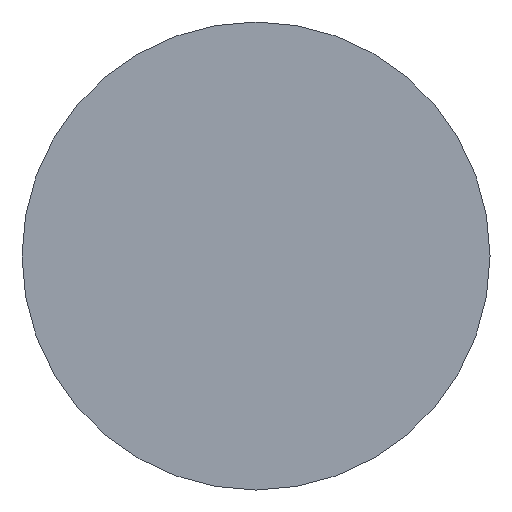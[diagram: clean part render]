
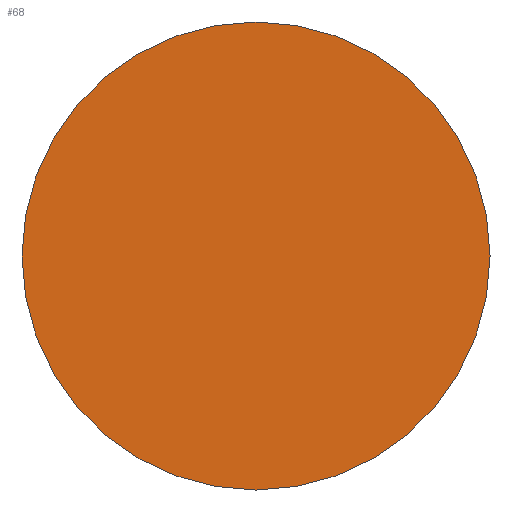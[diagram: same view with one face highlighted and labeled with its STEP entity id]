
A CAD part, left-side view. The second image highlights one B-rep face of the part: STEP entity #68.
In plain terms, the highlighted planar face has unit normal (-1, 0, 0).
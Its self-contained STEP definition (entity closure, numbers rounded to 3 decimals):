
#20=PLANE('',#97);
#25=FACE_OUTER_BOUND('',#30,.T.);
#30=EDGE_LOOP('',(#60));
#40=CIRCLE('',#96,10.);
#44=VERTEX_POINT('',#132);
#50=EDGE_CURVE('',#44,#44,#40,.T.);
#60=ORIENTED_EDGE('',*,*,#50,.T.);
#68=ADVANCED_FACE('',(#25),#20,.F.);
#96=AXIS2_PLACEMENT_3D('',#134,#115,#116);
#97=AXIS2_PLACEMENT_3D('',#135,#117,#118);
#115=DIRECTION('center_axis',(-1.,0.,0.));
#116=DIRECTION('ref_axis',(0.,-1.,0.));
#117=DIRECTION('center_axis',(1.,0.,0.));
#118=DIRECTION('ref_axis',(0.,0.,-1.));
#132=CARTESIAN_POINT('',(0.,10.,0.));
#134=CARTESIAN_POINT('Origin',(0.,0.,0.));
#135=CARTESIAN_POINT('Origin',(0.,0.,0.));
